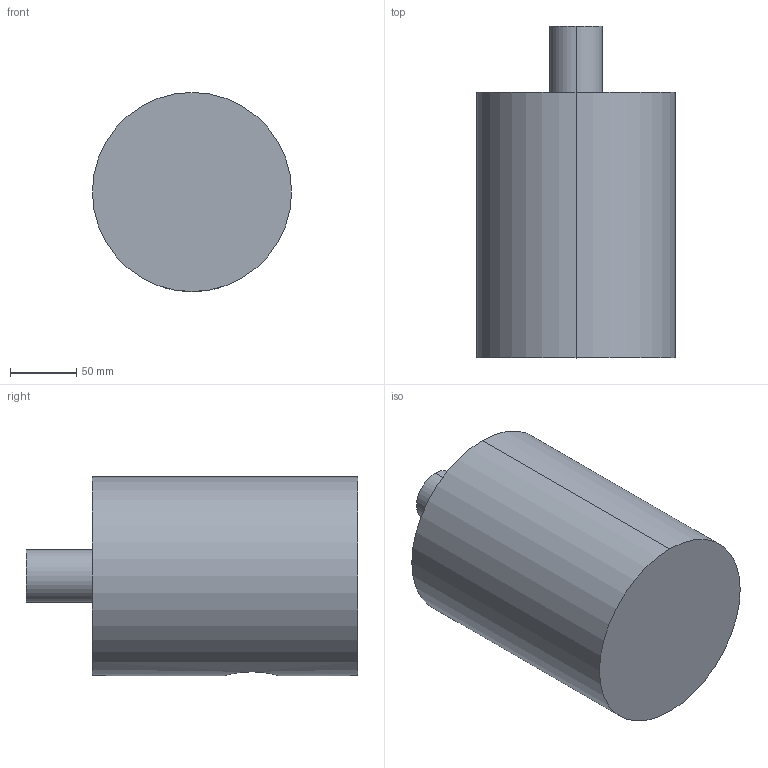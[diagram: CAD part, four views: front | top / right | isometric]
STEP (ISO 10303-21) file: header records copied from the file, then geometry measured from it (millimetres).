
FILE_DESCRIPTION (( 'STEP AP203' ), '1' );
FILE_NAME ('WristJoint_2_Default_sldprt.STEP', '2022-11-01T18:16:18', ( '' ), ( '' ), 'SwSTEP 2.0', 'SolidWorks 2018', '' );
FILE_SCHEMA (( 'CONFIG_CONTROL_DESIGN' ));
Length unit declared in the file: metre
Products named in the file (1): WristJoint_2_Default_sldprt
Bounding box: 150 x 250 x 150 mm (x, y, z)
Volume: 3478589.3 mm3; surface area: 147630.6 mm2
Topology: 1 solids, 1 shells, 10 faces, 21 edges, 14 vertices
Faces by surface type: cylinder 6, plane 4
Entity records: 448 total; most frequent: CARTESIAN_POINT 150, DIRECTION 49, ORIENTED_EDGE 42, AXIS2_PLACEMENT_3D 21, EDGE_CURVE 21, VERTEX_POINT 14, EDGE_LOOP 11, CIRCLE 10
